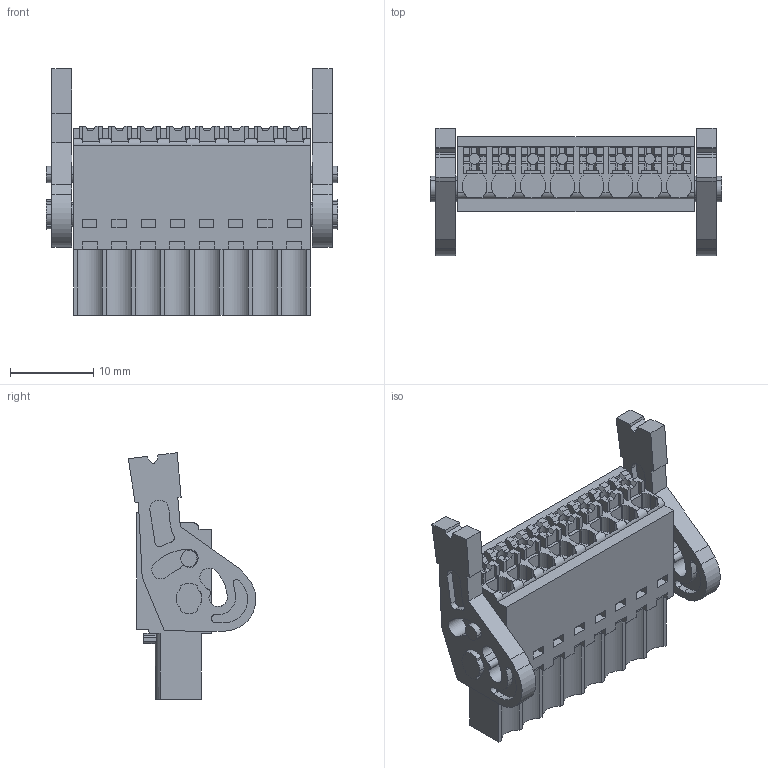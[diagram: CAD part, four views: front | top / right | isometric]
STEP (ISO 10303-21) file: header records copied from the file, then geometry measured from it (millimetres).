
FILE_DESCRIPTION(('CATIA V5R24 STEP','CAx-IF Rec.Pracs.--- Model Styling and Organization---1.2---2011-12-15'),'2;1');
FILE_NAME ('D1463146_0', '2018-03-16T12:59:41+00:00', ('Weidmueller Interface'), ('Weidmueller'), 'CATIA Version 5-6 Release 2014 SP4 HF52', 'CATIA V5 STEP AP214', 'none');
FILE_SCHEMA(('AUTOMOTIVE_DESIGN { 1 0 10303 214 1 1 1 1 }'));
Length unit declared in the file: millimetre
Products named in the file (1): 2538070000
Bounding box: 34.9 x 15.3 x 29.59 mm (x, y, z)
Volume: 4854.4 mm3; surface area: 4725.3 mm2
Topology: 11 solids, 11 shells, 924 faces, 2669 edges, 1795 vertices
Faces by surface type: plane 763, cylinder 161
Entity records: 28790 total; most frequent: CARTESIAN_POINT 5927, ORIENTED_EDGE 5338, DIRECTION 3718, EDGE_CURVE 2669, VECTOR 2113, LINE 2113, VERTEX_POINT 1795, AXIS2_PLACEMENT_3D 983
